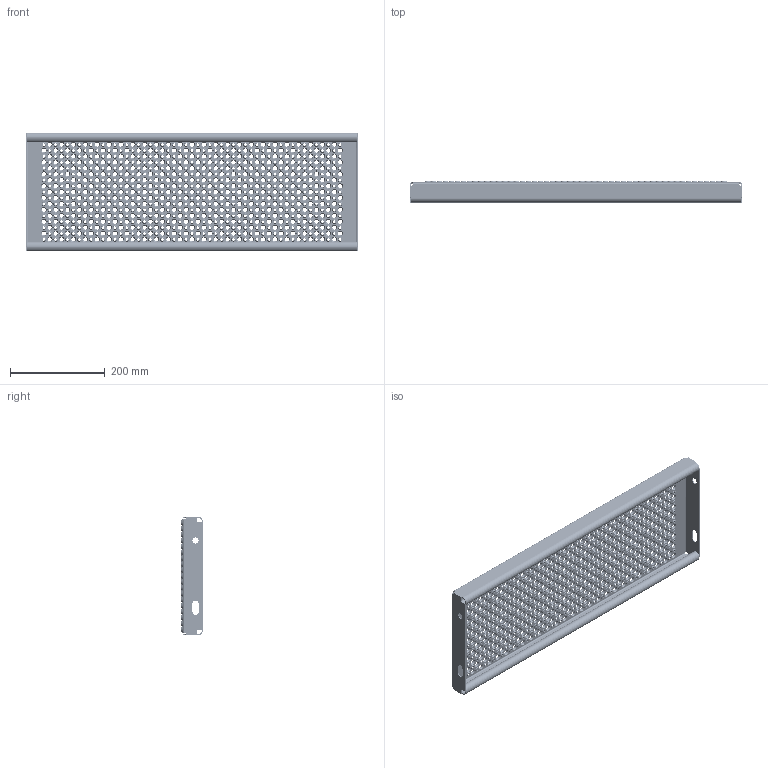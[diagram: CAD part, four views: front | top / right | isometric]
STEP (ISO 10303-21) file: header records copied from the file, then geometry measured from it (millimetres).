
FILE_DESCRIPTION (( 'STEP AP203' ), '1' );
FILE_NAME ('00000_ACHILTRIN_250X700X45_M_OPTRÆK.STEP', '2011-08-09T11:42:33', ( 'JKJ' ), ( '' ), 'SwSTEP 2.0', 'SolidWorks 2011', '' );
FILE_SCHEMA (( 'CONFIG_CONTROL_DESIGN' ));
Length unit declared in the file: millimetre
Products named in the file (1): 00000_ACHILTRIN_250X700X45_M_OPTRÆK
Bounding box: 700 x 45 x 250 mm (x, y, z)
Volume: 604035.5 mm3; surface area: 637827.5 mm2
Topology: 1 solids, 1 shells, 6865 faces, 15704 edges, 9810 vertices
Faces by surface type: cone 3876, cylinder 1974, plane 1007, bspline 8
Entity records: 200633 total; most frequent: DIRECTION 39134, CARTESIAN_POINT 32972, ORIENTED_EDGE 31408, AXIS2_PLACEMENT_3D 16604, EDGE_CURVE 15704, VERTEX_POINT 9810, EDGE_LOOP 9780, CIRCLE 9746
